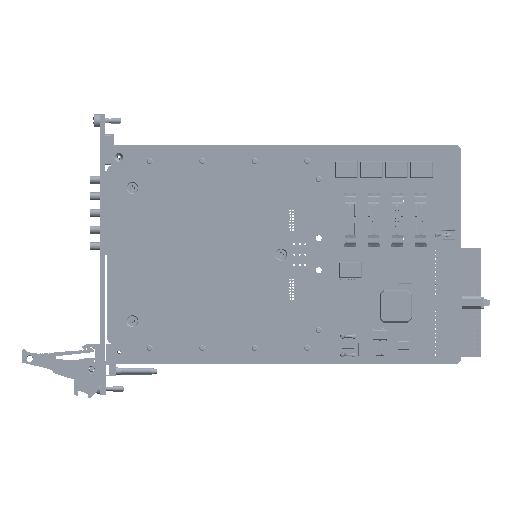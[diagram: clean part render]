
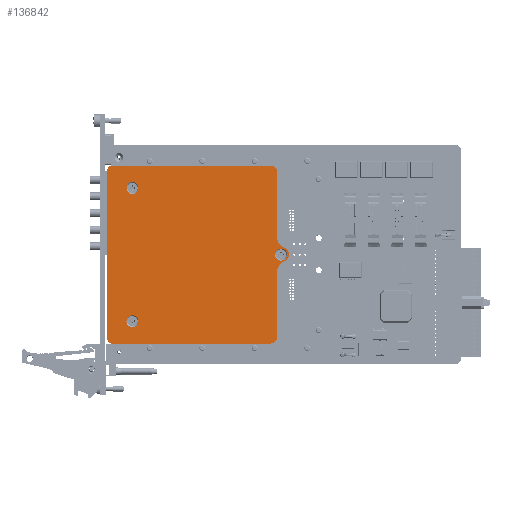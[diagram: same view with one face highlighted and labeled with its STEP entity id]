
A CAD part, top view. The second image highlights one B-rep face of the part: STEP entity #136842.
In plain terms, the highlighted planar face has unit normal (0, 0, 1).
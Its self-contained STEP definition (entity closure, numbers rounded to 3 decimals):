
#14137 = EDGE_LOOP ( 'NONE', ( #161429 ) ) ;
#14140 = EDGE_LOOP ( 'NONE', ( #161424 ) ) ;
#14150 = EDGE_LOOP ( 'NONE', ( #161433 ) ) ;
#14156 = EDGE_LOOP ( 'NONE', ( #161437, #161441, #161446, #161451, #161457, #161462, #161467, #161471, #161476, #161481, #161485, #161490 ) ) ;
#38911 = AXIS2_PLACEMENT_3D ( 'NONE', #162165, #162169, #162173 ) ;
#91044 = CIRCLE ( 'NONE', #186205, 2. ) ;
#91050 = LINE ( 'NONE', #93063, #91058 ) ;
#91058 = VECTOR ( 'NONE', #93068, 1000. ) ;
#91073 = LINE ( 'NONE', #93072, #91087 ) ;
#91078 = CIRCLE ( 'NONE', #186208, 5. ) ;
#91087 = VECTOR ( 'NONE', #93097, 1000. ) ;
#91104 = CIRCLE ( 'NONE', #186215, 3.5 ) ;
#91116 = CIRCLE ( 'NONE', #186221, 5. ) ;
#91130 = CIRCLE ( 'NONE', #186230, 2. ) ;
#91150 = CIRCLE ( 'NONE', #186237, 3. ) ;
#91165 = LINE ( 'NONE', #93273, #91173 ) ;
#91173 = VECTOR ( 'NONE', #93278, 1000. ) ;
#91176 = LINE ( 'NONE', #93307, #91199 ) ;
#91179 = CIRCLE ( 'NONE', #186259, 3. ) ;
#91182 = CIRCLE ( 'NONE', #186243, 2.75 ) ;
#91188 = CIRCLE ( 'NONE', #186249, 2.75 ) ;
#91193 = CIRCLE ( 'NONE', #186255, 2.75 ) ;
#91199 = VECTOR ( 'NONE', #93352, 1000. ) ;
#91202 = LINE ( 'NONE', #93331, #91205 ) ;
#91205 = VECTOR ( 'NONE', #93354, 1000. ) ;
#93054 = CARTESIAN_POINT ( 'NONE',  ( -79.036, 44.534, 3.884 ) ) ;
#93056 = DIRECTION ( 'NONE',  ( 0., 0., 1. ) ) ;
#93059 = DIRECTION ( 'NONE',  ( -1., 0., 0. ) ) ;
#93063 = CARTESIAN_POINT ( 'NONE',  ( 11.664, 46.534, 3.884 ) ) ;
#93068 = DIRECTION ( 'NONE',  ( -1., 0., 0. ) ) ;
#93072 = CARTESIAN_POINT ( 'NONE',  ( -3.385, 46.534, 3.884 ) ) ;
#93097 = DIRECTION ( 'NONE',  ( 0., -1., 0. ) ) ;
#93117 = CARTESIAN_POINT ( 'NONE',  ( 1.615, 13.724, 3.884 ) ) ;
#93120 = DIRECTION ( 'NONE',  ( 0., 0., 1. ) ) ;
#93122 = DIRECTION ( 'NONE',  ( -1., 0., 0. ) ) ;
#93147 = CARTESIAN_POINT ( 'NONE',  ( -1.546, 5.834, 3.884 ) ) ;
#93148 = DIRECTION ( 'NONE',  ( 0., 0., -1. ) ) ;
#93151 = DIRECTION ( 'NONE',  ( 1., 0., 0. ) ) ;
#93176 = CARTESIAN_POINT ( 'NONE',  ( 1.615, -2.056, 3.884 ) ) ;
#93179 = DIRECTION ( 'NONE',  ( 0., 0., 1. ) ) ;
#93181 = DIRECTION ( 'NONE',  ( 1., 0., 0. ) ) ;
#93224 = CARTESIAN_POINT ( 'NONE',  ( -79.036, -32.866, 3.884 ) ) ;
#93227 = DIRECTION ( 'NONE',  ( 0., 0., 1. ) ) ;
#93229 = DIRECTION ( 'NONE',  ( 1., 0., 0. ) ) ;
#93257 = CARTESIAN_POINT ( 'NONE',  ( -6.385, -31.866, 3.884 ) ) ;
#93260 = DIRECTION ( 'NONE',  ( 0., 0., 1. ) ) ;
#93263 = DIRECTION ( 'NONE',  ( -1., 0., 0. ) ) ;
#93273 = CARTESIAN_POINT ( 'NONE',  ( -79.036, -34.866, 3.884 ) ) ;
#93278 = DIRECTION ( 'NONE',  ( 1., 0., 0. ) ) ;
#93298 = CARTESIAN_POINT ( 'NONE',  ( -1.546, 5.834, 3.884 ) ) ;
#93301 = DIRECTION ( 'NONE',  ( 0., 0., 1. ) ) ;
#93303 = DIRECTION ( 'NONE',  ( 1., 0., 0. ) ) ;
#93307 = CARTESIAN_POINT ( 'NONE',  ( -3.385, -2.056, 3.884 ) ) ;
#93321 = CARTESIAN_POINT ( 'NONE',  ( -69.541, 36.272, 3.884 ) ) ;
#93324 = DIRECTION ( 'NONE',  ( 0., 0., 1. ) ) ;
#93326 = DIRECTION ( 'NONE',  ( 1., 0., 0. ) ) ;
#93331 = CARTESIAN_POINT ( 'NONE',  ( -81.036, 44.534, 3.884 ) ) ;
#93344 = CARTESIAN_POINT ( 'NONE',  ( -69.541, -24.648, 3.884 ) ) ;
#93347 = DIRECTION ( 'NONE',  ( 0., 0., 1. ) ) ;
#93350 = DIRECTION ( 'NONE',  ( 1., 0., 0. ) ) ;
#93352 = DIRECTION ( 'NONE',  ( 0., -1., 0. ) ) ;
#93354 = DIRECTION ( 'NONE',  ( 0., -1., 0. ) ) ;
#93362 = CARTESIAN_POINT ( 'NONE',  ( -6.385, 43.534, 3.884 ) ) ;
#93365 = DIRECTION ( 'NONE',  ( 0., 0., 1. ) ) ;
#93367 = DIRECTION ( 'NONE',  ( -1., 0., 0. ) ) ;
#113633 = VERTEX_POINT ( 'NONE', #149784 ) ;
#113638 = VERTEX_POINT ( 'NONE', #149790 ) ;
#113644 = VERTEX_POINT ( 'NONE', #149795 ) ;
#136842 = ADVANCED_FACE ( 'NONE', ( #194247, #194251, #194248, #194246 ), #162132, .F. ) ;
#142788 = CARTESIAN_POINT ( 'NONE',  ( -6.385, 46.534, 3.884 ) ) ;
#142803 = CARTESIAN_POINT ( 'NONE',  ( -81.036, 44.534, 3.884 ) ) ;
#142818 = CARTESIAN_POINT ( 'NONE',  ( -79.036, 46.534, 3.884 ) ) ;
#142821 = CARTESIAN_POINT ( 'NONE',  ( -0.244, 9.083, 3.884 ) ) ;
#142830 = CARTESIAN_POINT ( 'NONE',  ( -3.385, -2.056, 3.884 ) ) ;
#142847 = CARTESIAN_POINT ( 'NONE',  ( -0.244, 2.585, 3.884 ) ) ;
#142853 = CARTESIAN_POINT ( 'NONE',  ( -3.385, 43.534, 3.884 ) ) ;
#142859 = CARTESIAN_POINT ( 'NONE',  ( -3.385, 13.724, 3.884 ) ) ;
#142897 = CARTESIAN_POINT ( 'NONE',  ( -79.036, -34.866, 3.884 ) ) ;
#142901 = CARTESIAN_POINT ( 'NONE',  ( -81.036, -32.866, 3.884 ) ) ;
#142906 = CARTESIAN_POINT ( 'NONE',  ( -3.385, -31.866, 3.884 ) ) ;
#142921 = CARTESIAN_POINT ( 'NONE',  ( -6.385, -34.866, 3.884 ) ) ;
#149784 = CARTESIAN_POINT ( 'NONE',  ( 1.204, 5.834, 3.884 ) ) ;
#149790 = CARTESIAN_POINT ( 'NONE',  ( -66.791, 36.272, 3.884 ) ) ;
#149795 = CARTESIAN_POINT ( 'NONE',  ( -66.791, -24.648, 3.884 ) ) ;
#161424 = ORIENTED_EDGE ( 'NONE', *, *, #192316, .F. ) ;
#161429 = ORIENTED_EDGE ( 'NONE', *, *, #192312, .F. ) ;
#161433 = ORIENTED_EDGE ( 'NONE', *, *, #192308, .F. ) ;
#161437 = ORIENTED_EDGE ( 'NONE', *, *, #192304, .T. ) ;
#161441 = ORIENTED_EDGE ( 'NONE', *, *, #192299, .T. ) ;
#161446 = ORIENTED_EDGE ( 'NONE', *, *, #192318, .F. ) ;
#161451 = ORIENTED_EDGE ( 'NONE', *, *, #192282, .F. ) ;
#161457 = ORIENTED_EDGE ( 'NONE', *, *, #192276, .F. ) ;
#161462 = ORIENTED_EDGE ( 'NONE', *, *, #192271, .F. ) ;
#161467 = ORIENTED_EDGE ( 'NONE', *, *, #192267, .F. ) ;
#161471 = ORIENTED_EDGE ( 'NONE', *, *, #192320, .T. ) ;
#161476 = ORIENTED_EDGE ( 'NONE', *, *, #192257, .T. ) ;
#161481 = ORIENTED_EDGE ( 'NONE', *, *, #192253, .T. ) ;
#161485 = ORIENTED_EDGE ( 'NONE', *, *, #192322, .T. ) ;
#161490 = ORIENTED_EDGE ( 'NONE', *, *, #192291, .T. ) ;
#162132 = PLANE ( 'NONE',  #38911 ) ;
#162165 = CARTESIAN_POINT ( 'NONE',  ( -79.036, 44.534, 3.884 ) ) ;
#162169 = DIRECTION ( 'NONE',  ( 0., 0., -1. ) ) ;
#162173 = DIRECTION ( 'NONE',  ( -1., 0., 0. ) ) ;
#186205 = AXIS2_PLACEMENT_3D ( 'NONE', #93054, #93056, #93059 ) ;
#186208 = AXIS2_PLACEMENT_3D ( 'NONE', #93117, #93120, #93122 ) ;
#186215 = AXIS2_PLACEMENT_3D ( 'NONE', #93147, #93148, #93151 ) ;
#186221 = AXIS2_PLACEMENT_3D ( 'NONE', #93176, #93179, #93181 ) ;
#186230 = AXIS2_PLACEMENT_3D ( 'NONE', #93224, #93227, #93229 ) ;
#186237 = AXIS2_PLACEMENT_3D ( 'NONE', #93257, #93260, #93263 ) ;
#186243 = AXIS2_PLACEMENT_3D ( 'NONE', #93298, #93301, #93303 ) ;
#186249 = AXIS2_PLACEMENT_3D ( 'NONE', #93321, #93324, #93326 ) ;
#186255 = AXIS2_PLACEMENT_3D ( 'NONE', #93344, #93347, #93350 ) ;
#186259 = AXIS2_PLACEMENT_3D ( 'NONE', #93362, #93365, #93367 ) ;
#192253 = EDGE_CURVE ( 'NONE', #246322, #246315, #91044, .T. ) ;
#192257 = EDGE_CURVE ( 'NONE', #246304, #246322, #91050, .T. ) ;
#192267 = EDGE_CURVE ( 'NONE', #246343, #246347, #91073, .T. ) ;
#192271 = EDGE_CURVE ( 'NONE', #246347, #246324, #91078, .T. ) ;
#192276 = EDGE_CURVE ( 'NONE', #246324, #246340, #91104, .T. ) ;
#192282 = EDGE_CURVE ( 'NONE', #246340, #246331, #91116, .T. ) ;
#192291 = EDGE_CURVE ( 'NONE', #246367, #246365, #91130, .T. ) ;
#192299 = EDGE_CURVE ( 'NONE', #246379, #246370, #91150, .T. ) ;
#192304 = EDGE_CURVE ( 'NONE', #246365, #246379, #91165, .T. ) ;
#192308 = EDGE_CURVE ( 'NONE', #113633, #113633, #91182, .T. ) ;
#192312 = EDGE_CURVE ( 'NONE', #113638, #113638, #91188, .T. ) ;
#192316 = EDGE_CURVE ( 'NONE', #113644, #113644, #91193, .T. ) ;
#192318 = EDGE_CURVE ( 'NONE', #246331, #246370, #91176, .T. ) ;
#192320 = EDGE_CURVE ( 'NONE', #246343, #246304, #91179, .T. ) ;
#192322 = EDGE_CURVE ( 'NONE', #246315, #246367, #91202, .T. ) ;
#194246 = FACE_OUTER_BOUND ( 'NONE', #14156, .T. ) ;
#194247 = FACE_BOUND ( 'NONE', #14140, .T. ) ;
#194248 = FACE_BOUND ( 'NONE', #14150, .T. ) ;
#194251 = FACE_BOUND ( 'NONE', #14137, .T. ) ;
#246304 = VERTEX_POINT ( 'NONE', #142788 ) ;
#246315 = VERTEX_POINT ( 'NONE', #142803 ) ;
#246322 = VERTEX_POINT ( 'NONE', #142818 ) ;
#246324 = VERTEX_POINT ( 'NONE', #142821 ) ;
#246331 = VERTEX_POINT ( 'NONE', #142830 ) ;
#246340 = VERTEX_POINT ( 'NONE', #142847 ) ;
#246343 = VERTEX_POINT ( 'NONE', #142853 ) ;
#246347 = VERTEX_POINT ( 'NONE', #142859 ) ;
#246365 = VERTEX_POINT ( 'NONE', #142897 ) ;
#246367 = VERTEX_POINT ( 'NONE', #142901 ) ;
#246370 = VERTEX_POINT ( 'NONE', #142906 ) ;
#246379 = VERTEX_POINT ( 'NONE', #142921 ) ;
